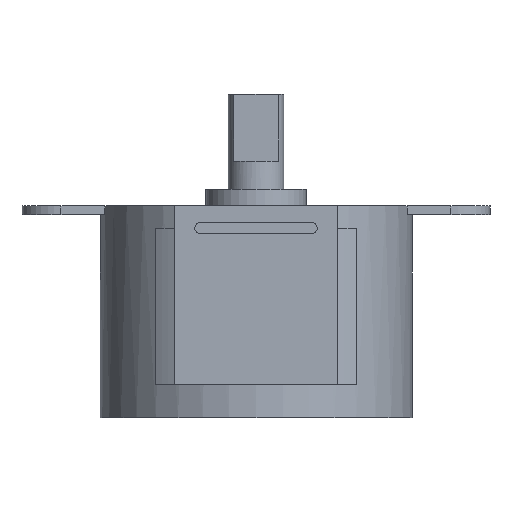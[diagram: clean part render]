
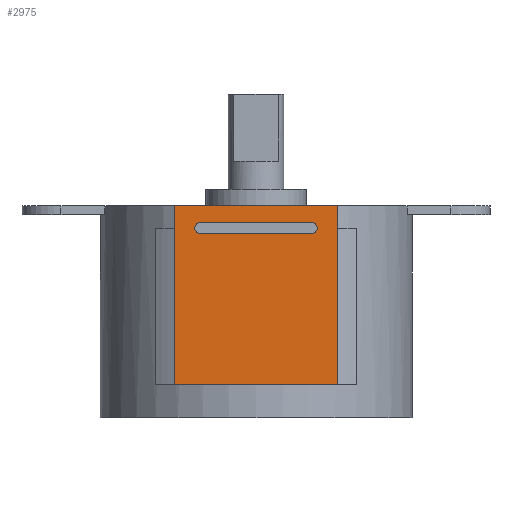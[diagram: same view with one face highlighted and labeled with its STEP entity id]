
A CAD part, front view. The second image highlights one B-rep face of the part: STEP entity #2975.
In plain terms, the highlighted planar face has unit normal (0, -1, 0).
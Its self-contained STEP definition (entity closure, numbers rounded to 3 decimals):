
#1807 = VERTEX_POINT('',#1808);
#1808 = CARTESIAN_POINT('',(-7.3,-17.,19.));
#1817 = PLANE('',#1818);
#1818 = AXIS2_PLACEMENT_3D('',#1819,#1820,#1821);
#1819 = CARTESIAN_POINT('',(-7.3,-17.,19.));
#1820 = DIRECTION('',(0.,0.,1.));
#1821 = DIRECTION('',(1.,0.,0.));
#1829 = PLANE('',#1830);
#1830 = AXIS2_PLACEMENT_3D('',#1831,#1832,#1833);
#1831 = CARTESIAN_POINT('',(-7.3,-17.,3.));
#1832 = DIRECTION('',(1.,0.,0.));
#1833 = DIRECTION('',(0.,0.,1.));
#1841 = EDGE_CURVE('',#1807,#1842,#1844,.T.);
#1842 = VERTEX_POINT('',#1843);
#1843 = CARTESIAN_POINT('',(7.3,-17.,19.));
#1844 = SURFACE_CURVE('',#1845,(#1849,#1856),.PCURVE_S1.);
#1845 = LINE('',#1846,#1847);
#1846 = CARTESIAN_POINT('',(-7.3,-17.,19.));
#1847 = VECTOR('',#1848,1.);
#1848 = DIRECTION('',(1.,0.,0.));
#1849 = PCURVE('',#1817,#1850);
#1850 = DEFINITIONAL_REPRESENTATION('',(#1851),#1855);
#1851 = LINE('',#1852,#1853);
#1852 = CARTESIAN_POINT('',(0.,0.));
#1853 = VECTOR('',#1854,1.);
#1854 = DIRECTION('',(1.,0.));
#1855 = ( GEOMETRIC_REPRESENTATION_CONTEXT(2) 
PARAMETRIC_REPRESENTATION_CONTEXT() REPRESENTATION_CONTEXT('2D SPACE',''
  ) );
#1856 = PCURVE('',#1857,#1862);
#1857 = PLANE('',#1858);
#1858 = AXIS2_PLACEMENT_3D('',#1859,#1860,#1861);
#1859 = CARTESIAN_POINT('',(-7.3,-17.,3.));
#1860 = DIRECTION('',(0.,1.,0.));
#1861 = DIRECTION('',(0.,0.,1.));
#1862 = DEFINITIONAL_REPRESENTATION('',(#1863),#1867);
#1863 = LINE('',#1864,#1865);
#1864 = CARTESIAN_POINT('',(16.,0.));
#1865 = VECTOR('',#1866,1.);
#1866 = DIRECTION('',(0.,1.));
#1867 = ( GEOMETRIC_REPRESENTATION_CONTEXT(2) 
PARAMETRIC_REPRESENTATION_CONTEXT() REPRESENTATION_CONTEXT('2D SPACE',''
  ) );
#1885 = PLANE('',#1886);
#1886 = AXIS2_PLACEMENT_3D('',#1887,#1888,#1889);
#1887 = CARTESIAN_POINT('',(7.3,-17.,3.));
#1888 = DIRECTION('',(1.,0.,0.));
#1889 = DIRECTION('',(0.,0.,1.));
#2080 = EDGE_CURVE('',#2081,#1807,#2083,.T.);
#2081 = VERTEX_POINT('',#2082);
#2082 = CARTESIAN_POINT('',(-7.3,-17.,3.));
#2083 = SURFACE_CURVE('',#2084,(#2088,#2095),.PCURVE_S1.);
#2084 = LINE('',#2085,#2086);
#2085 = CARTESIAN_POINT('',(-7.3,-17.,3.));
#2086 = VECTOR('',#2087,1.);
#2087 = DIRECTION('',(0.,0.,1.));
#2088 = PCURVE('',#1829,#2089);
#2089 = DEFINITIONAL_REPRESENTATION('',(#2090),#2094);
#2090 = LINE('',#2091,#2092);
#2091 = CARTESIAN_POINT('',(0.,0.));
#2092 = VECTOR('',#2093,1.);
#2093 = DIRECTION('',(1.,0.));
#2094 = ( GEOMETRIC_REPRESENTATION_CONTEXT(2) 
PARAMETRIC_REPRESENTATION_CONTEXT() REPRESENTATION_CONTEXT('2D SPACE',''
  ) );
#2095 = PCURVE('',#1857,#2096);
#2096 = DEFINITIONAL_REPRESENTATION('',(#2097),#2101);
#2097 = LINE('',#2098,#2099);
#2098 = CARTESIAN_POINT('',(0.,0.));
#2099 = VECTOR('',#2100,1.);
#2100 = DIRECTION('',(1.,0.));
#2101 = ( GEOMETRIC_REPRESENTATION_CONTEXT(2) 
PARAMETRIC_REPRESENTATION_CONTEXT() REPRESENTATION_CONTEXT('2D SPACE',''
  ) );
#2119 = PLANE('',#2120);
#2120 = AXIS2_PLACEMENT_3D('',#2121,#2122,#2123);
#2121 = CARTESIAN_POINT('',(-7.3,-17.,3.));
#2122 = DIRECTION('',(0.,0.,-1.));
#2123 = DIRECTION('',(-1.,0.,0.));
#2884 = EDGE_CURVE('',#2885,#1842,#2887,.T.);
#2885 = VERTEX_POINT('',#2886);
#2886 = CARTESIAN_POINT('',(7.3,-17.,3.));
#2887 = SURFACE_CURVE('',#2888,(#2892,#2899),.PCURVE_S1.);
#2888 = LINE('',#2889,#2890);
#2889 = CARTESIAN_POINT('',(7.3,-17.,3.));
#2890 = VECTOR('',#2891,1.);
#2891 = DIRECTION('',(0.,0.,1.));
#2892 = PCURVE('',#1885,#2893);
#2893 = DEFINITIONAL_REPRESENTATION('',(#2894),#2898);
#2894 = LINE('',#2895,#2896);
#2895 = CARTESIAN_POINT('',(0.,0.));
#2896 = VECTOR('',#2897,1.);
#2897 = DIRECTION('',(1.,0.));
#2898 = ( GEOMETRIC_REPRESENTATION_CONTEXT(2) 
PARAMETRIC_REPRESENTATION_CONTEXT() REPRESENTATION_CONTEXT('2D SPACE',''
  ) );
#2899 = PCURVE('',#1857,#2900);
#2900 = DEFINITIONAL_REPRESENTATION('',(#2901),#2905);
#2901 = LINE('',#2902,#2903);
#2902 = CARTESIAN_POINT('',(0.,14.6));
#2903 = VECTOR('',#2904,1.);
#2904 = DIRECTION('',(1.,0.));
#2905 = ( GEOMETRIC_REPRESENTATION_CONTEXT(2) 
PARAMETRIC_REPRESENTATION_CONTEXT() REPRESENTATION_CONTEXT('2D SPACE',''
  ) );
#2975 = ADVANCED_FACE('',(#2976,#3002),#1857,.F.);
#2976 = FACE_BOUND('',#2977,.F.);
#2977 = EDGE_LOOP('',(#2978,#2999,#3000,#3001));
#2978 = ORIENTED_EDGE('',*,*,#2979,.F.);
#2979 = EDGE_CURVE('',#2081,#2885,#2980,.T.);
#2980 = SURFACE_CURVE('',#2981,(#2985,#2992),.PCURVE_S1.);
#2981 = LINE('',#2982,#2983);
#2982 = CARTESIAN_POINT('',(-7.3,-17.,3.));
#2983 = VECTOR('',#2984,1.);
#2984 = DIRECTION('',(1.,0.,0.));
#2985 = PCURVE('',#1857,#2986);
#2986 = DEFINITIONAL_REPRESENTATION('',(#2987),#2991);
#2987 = LINE('',#2988,#2989);
#2988 = CARTESIAN_POINT('',(0.,0.));
#2989 = VECTOR('',#2990,1.);
#2990 = DIRECTION('',(0.,1.));
#2991 = ( GEOMETRIC_REPRESENTATION_CONTEXT(2) 
PARAMETRIC_REPRESENTATION_CONTEXT() REPRESENTATION_CONTEXT('2D SPACE',''
  ) );
#2992 = PCURVE('',#2119,#2993);
#2993 = DEFINITIONAL_REPRESENTATION('',(#2994),#2998);
#2994 = LINE('',#2995,#2996);
#2995 = CARTESIAN_POINT('',(0.,0.));
#2996 = VECTOR('',#2997,1.);
#2997 = DIRECTION('',(-1.,0.));
#2998 = ( GEOMETRIC_REPRESENTATION_CONTEXT(2) 
PARAMETRIC_REPRESENTATION_CONTEXT() REPRESENTATION_CONTEXT('2D SPACE',''
  ) );
#2999 = ORIENTED_EDGE('',*,*,#2080,.T.);
#3000 = ORIENTED_EDGE('',*,*,#1841,.T.);
#3001 = ORIENTED_EDGE('',*,*,#2884,.F.);
#3002 = FACE_BOUND('',#3003,.F.);
#3003 = EDGE_LOOP('',(#3004,#3039,#3067,#3100));
#3004 = ORIENTED_EDGE('',*,*,#3005,.T.);
#3005 = EDGE_CURVE('',#3006,#3008,#3010,.T.);
#3006 = VERTEX_POINT('',#3007);
#3007 = CARTESIAN_POINT('',(-5.,-17.,17.5));
#3008 = VERTEX_POINT('',#3009);
#3009 = CARTESIAN_POINT('',(-5.,-17.,16.5));
#3010 = SURFACE_CURVE('',#3011,(#3016,#3027),.PCURVE_S1.);
#3011 = CIRCLE('',#3012,0.5);
#3012 = AXIS2_PLACEMENT_3D('',#3013,#3014,#3015);
#3013 = CARTESIAN_POINT('',(-5.,-17.,17.));
#3014 = DIRECTION('',(0.,-1.,0.));
#3015 = DIRECTION('',(1.,0.,0.));
#3016 = PCURVE('',#1857,#3017);
#3017 = DEFINITIONAL_REPRESENTATION('',(#3018),#3026);
#3018 = ( BOUNDED_CURVE() B_SPLINE_CURVE(2,(#3019,#3020,#3021,#3022,
#3023,#3024,#3025),.UNSPECIFIED.,.T.,.F.) B_SPLINE_CURVE_WITH_KNOTS((1,2
    ,2,2,2,1),(-2.094,0.,2.094,4.189,
6.283,8.378),.UNSPECIFIED.) CURVE() 
GEOMETRIC_REPRESENTATION_ITEM() RATIONAL_B_SPLINE_CURVE((1.,0.5,1.,0.5,
1.,0.5,1.)) REPRESENTATION_ITEM('') );
#3019 = CARTESIAN_POINT('',(14.,2.8));
#3020 = CARTESIAN_POINT('',(14.866,2.8));
#3021 = CARTESIAN_POINT('',(14.433,2.05));
#3022 = CARTESIAN_POINT('',(14.,1.3));
#3023 = CARTESIAN_POINT('',(13.567,2.05));
#3024 = CARTESIAN_POINT('',(13.134,2.8));
#3025 = CARTESIAN_POINT('',(14.,2.8));
#3026 = ( GEOMETRIC_REPRESENTATION_CONTEXT(2) 
PARAMETRIC_REPRESENTATION_CONTEXT() REPRESENTATION_CONTEXT('2D SPACE',''
  ) );
#3027 = PCURVE('',#3028,#3033);
#3028 = CYLINDRICAL_SURFACE('',#3029,0.5);
#3029 = AXIS2_PLACEMENT_3D('',#3030,#3031,#3032);
#3030 = CARTESIAN_POINT('',(-5.,-17.,17.));
#3031 = DIRECTION('',(0.,-1.,0.));
#3032 = DIRECTION('',(1.,0.,0.));
#3033 = DEFINITIONAL_REPRESENTATION('',(#3034),#3038);
#3034 = LINE('',#3035,#3036);
#3035 = CARTESIAN_POINT('',(0.,0.));
#3036 = VECTOR('',#3037,1.);
#3037 = DIRECTION('',(1.,0.));
#3038 = ( GEOMETRIC_REPRESENTATION_CONTEXT(2) 
PARAMETRIC_REPRESENTATION_CONTEXT() REPRESENTATION_CONTEXT('2D SPACE',''
  ) );
#3039 = ORIENTED_EDGE('',*,*,#3040,.T.);
#3040 = EDGE_CURVE('',#3008,#3041,#3043,.T.);
#3041 = VERTEX_POINT('',#3042);
#3042 = CARTESIAN_POINT('',(5.,-17.,16.5));
#3043 = SURFACE_CURVE('',#3044,(#3048,#3055),.PCURVE_S1.);
#3044 = LINE('',#3045,#3046);
#3045 = CARTESIAN_POINT('',(-5.,-17.,16.5));
#3046 = VECTOR('',#3047,1.);
#3047 = DIRECTION('',(1.,0.,0.));
#3048 = PCURVE('',#1857,#3049);
#3049 = DEFINITIONAL_REPRESENTATION('',(#3050),#3054);
#3050 = LINE('',#3051,#3052);
#3051 = CARTESIAN_POINT('',(13.5,2.3));
#3052 = VECTOR('',#3053,1.);
#3053 = DIRECTION('',(0.,1.));
#3054 = ( GEOMETRIC_REPRESENTATION_CONTEXT(2) 
PARAMETRIC_REPRESENTATION_CONTEXT() REPRESENTATION_CONTEXT('2D SPACE',''
  ) );
#3055 = PCURVE('',#3056,#3061);
#3056 = PLANE('',#3057);
#3057 = AXIS2_PLACEMENT_3D('',#3058,#3059,#3060);
#3058 = CARTESIAN_POINT('',(-5.,-17.,16.5));
#3059 = DIRECTION('',(0.,0.,-1.));
#3060 = DIRECTION('',(1.,0.,0.));
#3061 = DEFINITIONAL_REPRESENTATION('',(#3062),#3066);
#3062 = LINE('',#3063,#3064);
#3063 = CARTESIAN_POINT('',(0.,0.));
#3064 = VECTOR('',#3065,1.);
#3065 = DIRECTION('',(1.,0.));
#3066 = ( GEOMETRIC_REPRESENTATION_CONTEXT(2) 
PARAMETRIC_REPRESENTATION_CONTEXT() REPRESENTATION_CONTEXT('2D SPACE',''
  ) );
#3067 = ORIENTED_EDGE('',*,*,#3068,.T.);
#3068 = EDGE_CURVE('',#3041,#3069,#3071,.T.);
#3069 = VERTEX_POINT('',#3070);
#3070 = CARTESIAN_POINT('',(5.,-17.,17.5));
#3071 = SURFACE_CURVE('',#3072,(#3077,#3088),.PCURVE_S1.);
#3072 = CIRCLE('',#3073,0.5);
#3073 = AXIS2_PLACEMENT_3D('',#3074,#3075,#3076);
#3074 = CARTESIAN_POINT('',(5.,-17.,17.));
#3075 = DIRECTION('',(0.,-1.,0.));
#3076 = DIRECTION('',(1.,0.,0.));
#3077 = PCURVE('',#1857,#3078);
#3078 = DEFINITIONAL_REPRESENTATION('',(#3079),#3087);
#3079 = ( BOUNDED_CURVE() B_SPLINE_CURVE(2,(#3080,#3081,#3082,#3083,
#3084,#3085,#3086),.UNSPECIFIED.,.T.,.F.) B_SPLINE_CURVE_WITH_KNOTS((1,2
    ,2,2,2,1),(-2.094,0.,2.094,4.189,
6.283,8.378),.UNSPECIFIED.) CURVE() 
GEOMETRIC_REPRESENTATION_ITEM() RATIONAL_B_SPLINE_CURVE((1.,0.5,1.,0.5,
1.,0.5,1.)) REPRESENTATION_ITEM('') );
#3080 = CARTESIAN_POINT('',(14.,12.8));
#3081 = CARTESIAN_POINT('',(14.866,12.8));
#3082 = CARTESIAN_POINT('',(14.433,12.05));
#3083 = CARTESIAN_POINT('',(14.,11.3));
#3084 = CARTESIAN_POINT('',(13.567,12.05));
#3085 = CARTESIAN_POINT('',(13.134,12.8));
#3086 = CARTESIAN_POINT('',(14.,12.8));
#3087 = ( GEOMETRIC_REPRESENTATION_CONTEXT(2) 
PARAMETRIC_REPRESENTATION_CONTEXT() REPRESENTATION_CONTEXT('2D SPACE',''
  ) );
#3088 = PCURVE('',#3089,#3094);
#3089 = CYLINDRICAL_SURFACE('',#3090,0.5);
#3090 = AXIS2_PLACEMENT_3D('',#3091,#3092,#3093);
#3091 = CARTESIAN_POINT('',(5.,-17.,17.));
#3092 = DIRECTION('',(0.,-1.,0.));
#3093 = DIRECTION('',(1.,0.,0.));
#3094 = DEFINITIONAL_REPRESENTATION('',(#3095),#3099);
#3095 = LINE('',#3096,#3097);
#3096 = CARTESIAN_POINT('',(0.,0.));
#3097 = VECTOR('',#3098,1.);
#3098 = DIRECTION('',(1.,0.));
#3099 = ( GEOMETRIC_REPRESENTATION_CONTEXT(2) 
PARAMETRIC_REPRESENTATION_CONTEXT() REPRESENTATION_CONTEXT('2D SPACE',''
  ) );
#3100 = ORIENTED_EDGE('',*,*,#3101,.F.);
#3101 = EDGE_CURVE('',#3006,#3069,#3102,.T.);
#3102 = SURFACE_CURVE('',#3103,(#3107,#3114),.PCURVE_S1.);
#3103 = LINE('',#3104,#3105);
#3104 = CARTESIAN_POINT('',(-5.,-17.,17.5));
#3105 = VECTOR('',#3106,1.);
#3106 = DIRECTION('',(1.,0.,0.));
#3107 = PCURVE('',#1857,#3108);
#3108 = DEFINITIONAL_REPRESENTATION('',(#3109),#3113);
#3109 = LINE('',#3110,#3111);
#3110 = CARTESIAN_POINT('',(14.5,2.3));
#3111 = VECTOR('',#3112,1.);
#3112 = DIRECTION('',(0.,1.));
#3113 = ( GEOMETRIC_REPRESENTATION_CONTEXT(2) 
PARAMETRIC_REPRESENTATION_CONTEXT() REPRESENTATION_CONTEXT('2D SPACE',''
  ) );
#3114 = PCURVE('',#3115,#3120);
#3115 = PLANE('',#3116);
#3116 = AXIS2_PLACEMENT_3D('',#3117,#3118,#3119);
#3117 = CARTESIAN_POINT('',(-5.,-17.,17.5));
#3118 = DIRECTION('',(0.,0.,-1.));
#3119 = DIRECTION('',(1.,0.,0.));
#3120 = DEFINITIONAL_REPRESENTATION('',(#3121),#3125);
#3121 = LINE('',#3122,#3123);
#3122 = CARTESIAN_POINT('',(0.,0.));
#3123 = VECTOR('',#3124,1.);
#3124 = DIRECTION('',(1.,0.));
#3125 = ( GEOMETRIC_REPRESENTATION_CONTEXT(2) 
PARAMETRIC_REPRESENTATION_CONTEXT() REPRESENTATION_CONTEXT('2D SPACE',''
  ) );
